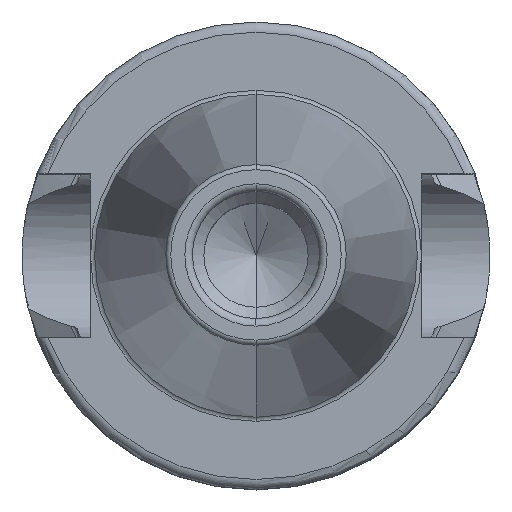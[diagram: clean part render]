
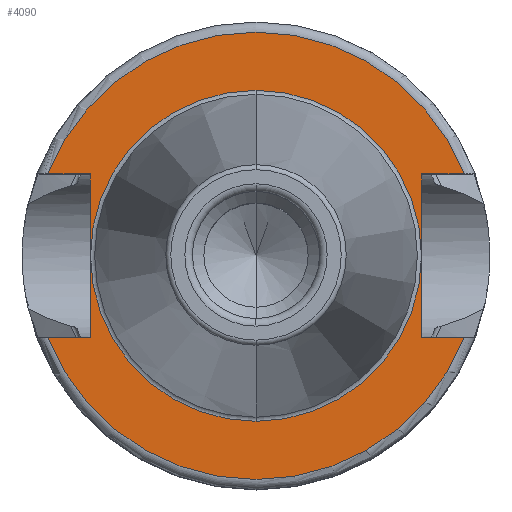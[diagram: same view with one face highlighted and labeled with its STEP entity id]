
A CAD part, top view. The second image highlights one B-rep face of the part: STEP entity #4090.
In plain terms, the highlighted planar face has unit normal (0, 0, 1).
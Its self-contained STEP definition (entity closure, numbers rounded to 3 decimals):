
#1353=DIRECTION('',(1,0,0));
#1354=VECTOR('',#1353,4.174);
#1355=CARTESIAN_POINT('',(-20.474,-8.05,20));
#1356=LINE('',#1355,#1354);
#1357=DIRECTION('',(0,1,0));
#1358=VECTOR('',#1357,16.1);
#1359=CARTESIAN_POINT('',(-16.3,-8.05,20));
#1360=LINE('',#1359,#1358);
#1361=DIRECTION('',(1,0,0));
#1362=VECTOR('',#1361,4.174);
#1363=CARTESIAN_POINT('',(-20.474,8.05,20));
#1364=LINE('',#1363,#1362);
#1365=DIRECTION('',(-1,0,0));
#1366=VECTOR('',#1365,4.174);
#1367=CARTESIAN_POINT('',(20.474,8.05,20));
#1368=LINE('',#1367,#1366);
#1369=DIRECTION('',(0,-1,0));
#1370=VECTOR('',#1369,16.1);
#1371=CARTESIAN_POINT('',(16.3,8.05,20));
#1372=LINE('',#1371,#1370);
#1373=DIRECTION('',(-1,0,0));
#1374=VECTOR('',#1373,4.174);
#1375=CARTESIAN_POINT('',(20.474,-8.05,20));
#1376=LINE('',#1375,#1374);
#1387=CARTESIAN_POINT('',(0,0,20));
#1388=DIRECTION('',(0,0,1));
#1389=DIRECTION('',(0,1,0));
#1390=AXIS2_PLACEMENT_3D('',#1387,#1388,#1389);
#1392=CARTESIAN_POINT('',(0,0,20));
#1393=DIRECTION('',(0,0,-1));
#1394=DIRECTION('',(0,1,0));
#1395=AXIS2_PLACEMENT_3D('',#1392,#1393,#1394);
#1686=CARTESIAN_POINT('',(0,0,20));
#1687=DIRECTION('',(0,0,1));
#1688=DIRECTION('',(-0.931,-0.366,0));
#1689=AXIS2_PLACEMENT_3D('',#1686,#1687,#1688);
#1703=CARTESIAN_POINT('',(0,0,20));
#1704=DIRECTION('',(0,0,1));
#1705=DIRECTION('',(0.931,0.366,0));
#1706=AXIS2_PLACEMENT_3D('',#1703,#1704,#1705);
#2141=CARTESIAN_POINT('',(-20.474,-8.05,20));
#2142=CARTESIAN_POINT('',(-16.3,-8.05,20));
#2143=VERTEX_POINT('',#2141);
#2144=VERTEX_POINT('',#2142);
#2145=CARTESIAN_POINT('',(-16.3,8.05,20));
#2146=VERTEX_POINT('',#2145);
#2147=CARTESIAN_POINT('',(-20.474,8.05,20));
#2148=VERTEX_POINT('',#2147);
#2149=CARTESIAN_POINT('',(16.3,8.05,20));
#2150=CARTESIAN_POINT('',(16.3,-8.05,20));
#2151=VERTEX_POINT('',#2149);
#2152=VERTEX_POINT('',#2150);
#2153=CARTESIAN_POINT('',(20.474,-8.05,20));
#2154=VERTEX_POINT('',#2153);
#2155=CARTESIAN_POINT('',(20.474,8.05,20));
#2156=VERTEX_POINT('',#2155);
#2199=CARTESIAN_POINT('',(0,16.275,20));
#2201=VERTEX_POINT('',#2199);
#2205=CARTESIAN_POINT('',(0,-16.275,20));
#2207=VERTEX_POINT('',#2205);
#4067=CARTESIAN_POINT('',(0,0,20));
#4068=DIRECTION('',(0,0,-1));
#4069=DIRECTION('',(0,-1,0));
#4070=AXIS2_PLACEMENT_3D('',#4067,#4068,#4069);
#4071=PLANE('',#4070);
#4072=ORIENTED_EDGE('',*,*,#4058,.T.);
#4073=ORIENTED_EDGE('',*,*,#3883,.T.);
#4074=ORIENTED_EDGE('',*,*,#3902,.F.);
#4076=ORIENTED_EDGE('',*,*,#4075,.F.);
#4077=ORIENTED_EDGE('',*,*,#3983,.T.);
#4078=ORIENTED_EDGE('',*,*,#4001,.T.);
#4079=ORIENTED_EDGE('',*,*,#4018,.F.);
#4081=ORIENTED_EDGE('',*,*,#4080,.F.);
#4082=EDGE_LOOP('',(#4072,#4073,#4074,#4076,#4077,#4078,#4079,#4081));
#4083=FACE_OUTER_BOUND('',#4082,.F.);
#4085=ORIENTED_EDGE('',*,*,#4084,.T.);
#4087=ORIENTED_EDGE('',*,*,#4086,.F.);
#4088=EDGE_LOOP('',(#4085,#4087));
#4089=FACE_BOUND('',#4088,.F.);
#4090=ADVANCED_FACE('',(#4083,#4089),#4071,.F.);
#1391=CIRCLE('',#1390,16.275);
#1396=CIRCLE('',#1395,16.275);
#1690=CIRCLE('',#1689,22);
#1707=CIRCLE('',#1706,22);
#3883=EDGE_CURVE('',#2144,#2146,#1360,.T.);
#3902=EDGE_CURVE('',#2148,#2146,#1364,.T.);
#3983=EDGE_CURVE('',#2156,#2151,#1368,.T.);
#4001=EDGE_CURVE('',#2151,#2152,#1372,.T.);
#4018=EDGE_CURVE('',#2154,#2152,#1376,.T.);
#4058=EDGE_CURVE('',#2143,#2144,#1356,.T.);
#4075=EDGE_CURVE('',#2156,#2148,#1707,.T.);
#4080=EDGE_CURVE('',#2143,#2154,#1690,.T.);
#4084=EDGE_CURVE('',#2201,#2207,#1391,.T.);
#4086=EDGE_CURVE('',#2201,#2207,#1396,.T.);
